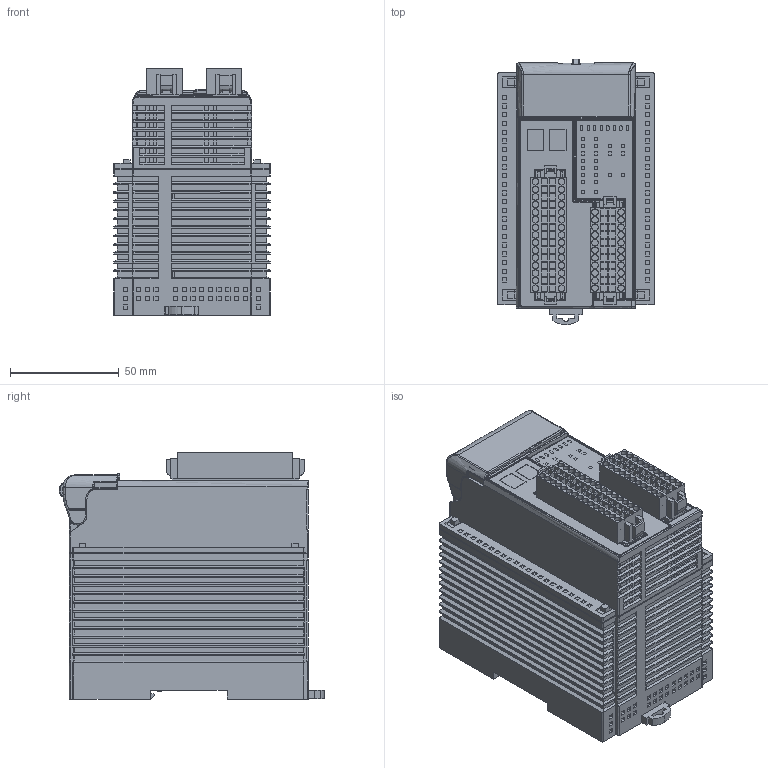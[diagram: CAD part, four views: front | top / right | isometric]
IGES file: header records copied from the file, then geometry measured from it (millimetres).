
Start section: SolidWorks IGES file using analytic representation for surfaces
Global section: file name: FS1A-C[01][11][21]S.IGS,15; native system: HSolidWorks 2019; preprocessor: SolidWorks 2019; author: 1003643; date: 211011.082659; units: millimetre
Bounding box: 72 x 122 x 113.4 mm (x, y, z)
Surface area: 83494.7 mm2 (no closed solid volume)
Topology: 0 solids, 0 shells, 3291 faces, 23219 edges, 23186 vertices
Faces by surface type: bspline 2822, revolution 469
